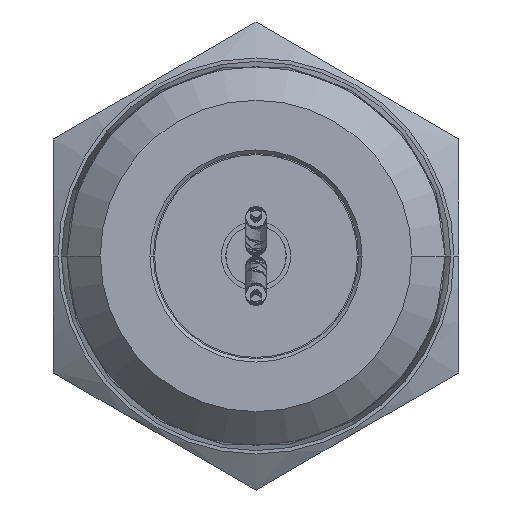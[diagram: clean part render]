
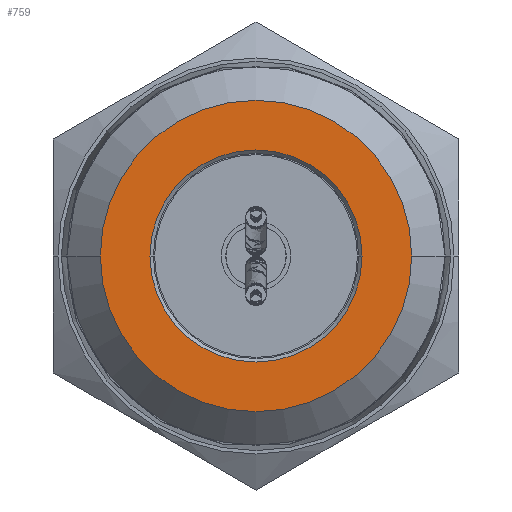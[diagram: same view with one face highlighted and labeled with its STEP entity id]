
A CAD part, left-side view. The second image highlights one B-rep face of the part: STEP entity #759.
In plain terms, the highlighted planar face has unit normal (-1, 0, 0).
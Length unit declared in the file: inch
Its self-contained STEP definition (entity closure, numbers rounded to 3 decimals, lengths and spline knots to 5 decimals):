
#8 = CIRCLE ( 'NONE', #833, 0.33611 ) ;
#40 = CARTESIAN_POINT ( 'NONE',  ( -1.22, 0., 0. ) ) ;
#59 = ORIENTED_EDGE ( 'NONE', *, *, #2099, .T. ) ;
#112 = CARTESIAN_POINT ( 'NONE',  ( -1.22, 0.33611, 0. ) ) ;
#213 = CARTESIAN_POINT ( 'NONE',  ( -1.22, 0., 0. ) ) ;
#236 = DIRECTION ( 'NONE',  ( 0., 1., 0. ) ) ;
#241 = DIRECTION ( 'NONE',  ( 0., -1., 0. ) ) ;
#254 = DIRECTION ( 'NONE',  ( 1., 0., 0. ) ) ;
#265 = PLANE ( 'NONE',  #461 ) ;
#439 = DIRECTION ( 'NONE',  ( -1., 0., 0. ) ) ;
#460 = DIRECTION ( 'NONE',  ( 0., 1., 0. ) ) ;
#461 = AXIS2_PLACEMENT_3D ( 'NONE', #1273, #832, #241 ) ;
#466 = EDGE_CURVE ( 'NONE', #980, #1638, #2100, .T. ) ;
#467 = FACE_BOUND ( 'NONE', #719, .T. ) ;
#526 = CARTESIAN_POINT ( 'NONE',  ( -1.22, -0.33611, 0. ) ) ;
#540 = CARTESIAN_POINT ( 'NONE',  ( -1.22, -0.229, 0. ) ) ;
#547 = AXIS2_PLACEMENT_3D ( 'NONE', #213, #1791, #811 ) ;
#638 = DIRECTION ( 'NONE',  ( -1., 0., 0. ) ) ;
#719 = EDGE_LOOP ( 'NONE', ( #1450, #992 ) ) ;
#759 = ADVANCED_FACE ( 'NONE', ( #467, #2045 ), #265, .T. ) ;
#811 = DIRECTION ( 'NONE',  ( 0., -1., 0. ) ) ;
#832 = DIRECTION ( 'NONE',  ( -1., 0., 0. ) ) ;
#833 = AXIS2_PLACEMENT_3D ( 'NONE', #2420, #638, #236 ) ;
#905 = VERTEX_POINT ( 'NONE', #540 ) ;
#980 = VERTEX_POINT ( 'NONE', #112 ) ;
#992 = ORIENTED_EDGE ( 'NONE', *, *, #1235, .T. ) ;
#994 = AXIS2_PLACEMENT_3D ( 'NONE', #2206, #439, #460 ) ;
#1019 = ORIENTED_EDGE ( 'NONE', *, *, #466, .T. ) ;
#1127 = AXIS2_PLACEMENT_3D ( 'NONE', #40, #254, #2211 ) ;
#1235 = EDGE_CURVE ( 'NONE', #2514, #905, #2436, .T. ) ;
#1273 = CARTESIAN_POINT ( 'NONE',  ( -1.22, -0.20305, 0. ) ) ;
#1450 = ORIENTED_EDGE ( 'NONE', *, *, #1773, .T. ) ;
#1638 = VERTEX_POINT ( 'NONE', #526 ) ;
#1773 = EDGE_CURVE ( 'NONE', #905, #2514, #1906, .T. ) ;
#1791 = DIRECTION ( 'NONE',  ( 1., 0., 0. ) ) ;
#1906 = CIRCLE ( 'NONE', #1127, 0.229 ) ;
#2045 = FACE_OUTER_BOUND ( 'NONE', #2203, .T. ) ;
#2099 = EDGE_CURVE ( 'NONE', #1638, #980, #8, .T. ) ;
#2100 = CIRCLE ( 'NONE', #994, 0.33611 ) ;
#2203 = EDGE_LOOP ( 'NONE', ( #1019, #59 ) ) ;
#2206 = CARTESIAN_POINT ( 'NONE',  ( -1.22, 0., 0. ) ) ;
#2211 = DIRECTION ( 'NONE',  ( 0., -1., 0. ) ) ;
#2263 = CARTESIAN_POINT ( 'NONE',  ( -1.22, 0.229, 0. ) ) ;
#2420 = CARTESIAN_POINT ( 'NONE',  ( -1.22, 0., 0. ) ) ;
#2436 = CIRCLE ( 'NONE', #547, 0.229 ) ;
#2514 = VERTEX_POINT ( 'NONE', #2263 ) ;
